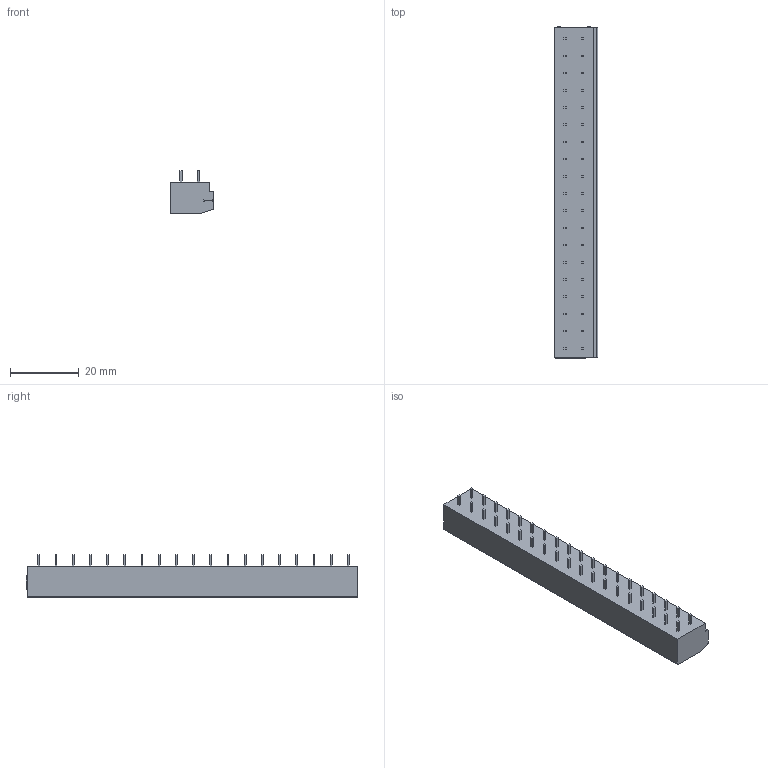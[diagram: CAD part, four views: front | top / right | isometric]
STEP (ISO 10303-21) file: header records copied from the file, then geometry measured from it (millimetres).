
FILE_DESCRIPTION((''),'2;1');
FILE_NAME('TLM-202R','2024-09-30T14:57:58',('tluser'),(''),'CREO PARAMETRIC BY PTC INC, 2018100','CREO PARAMETRIC BY PTC INC, 2018100','');
FILE_SCHEMA(('CONFIG_CONTROL_DESIGN'));
Length unit declared in the file: millimetre
Products named in the file (1): TLM-202R
Bounding box: 12.6 x 96.5 x 12.4 mm (x, y, z)
Volume: 9745.3 mm3; surface area: 5500.4 mm2
Topology: 1 solids, 1 shells, 630 faces, 1498 edges, 948 vertices
Faces by surface type: plane 551, cylinder 41, cone 38
Entity records: 18048 total; most frequent: CARTESIAN_POINT 3608, ORIENTED_EDGE 2996, DIRECTION 2764, EDGE_CURVE 1498, VECTOR 1264, LINE 1264, VERTEX_POINT 948, AXIS2_PLACEMENT_3D 750
